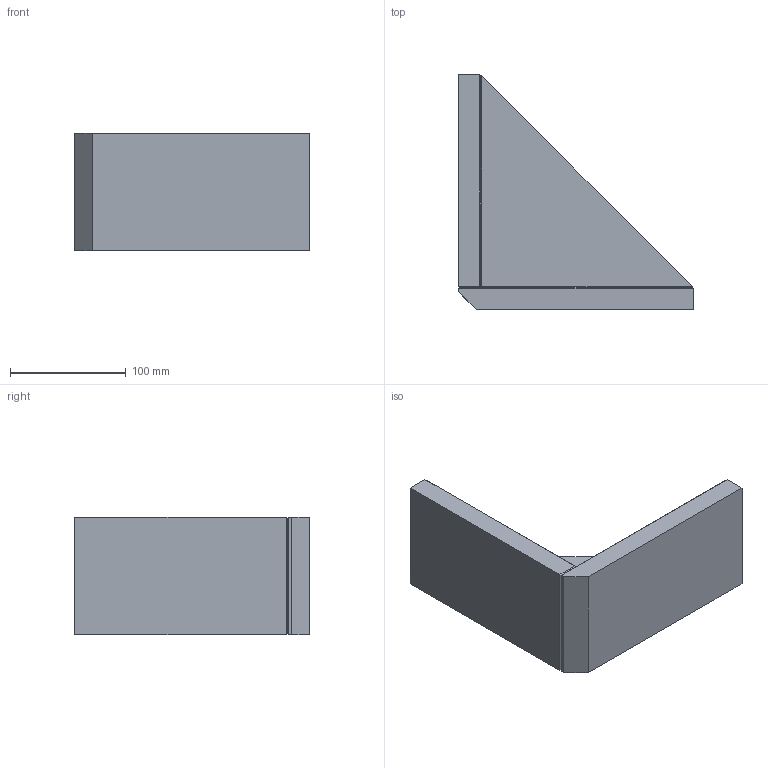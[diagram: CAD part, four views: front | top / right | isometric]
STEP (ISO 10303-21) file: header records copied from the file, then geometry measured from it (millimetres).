
FILE_DESCRIPTION(/* description */ ('','CAx-IF Rec.Pracs.---Representation and Presentation of Product Manufacturing Information (PMI)---4.0---2014-10-13'),/* implementation_level */ '2;1');
FILE_NAME(/* name */ 'stretcher-brace.step',/* time_stamp */ '2025-02-27T06:24:07-05:00',/* author */ (''),/* organization */ (''),/* preprocessor_version */ 'ST-DEVELOPER v20',/* originating_system */ 'Autodesk Translation Framework v13.20.0.188',/* authorisation */ '');
FILE_SCHEMA (('AP242_MANAGED_MODEL_BASED_3D_ENGINEERING_MIM_LF { 1 0 10303 442 1 1 4 }'));
Length unit declared in the file: inch
Products named in the file (4): Stretcher Brace; Bottom; Side 1; Side 2
Assembly tree (3 placements, depth 2):
  Stretcher Brace
    Bottom
    Side 1
    Side 2
Bounding box: 203.2 x 203.2 x 101.6 mm (x, y, z)
Volume: 1060306.4 mm3; surface area: 144992.6 mm2
Topology: 3 solids, 3 shells, 40 faces, 82 edges, 48 vertices
Faces by surface type: plane 40
Entity records: 1125 total; most frequent: CARTESIAN_POINT 177, DIRECTION 176, ORIENTED_EDGE 164, LINE 82, VECTOR 82, EDGE_CURVE 82, VERTEX_POINT 48, AXIS2_PLACEMENT_3D 47
